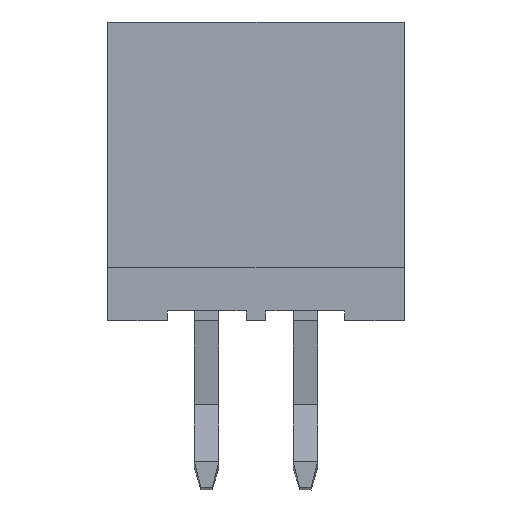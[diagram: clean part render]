
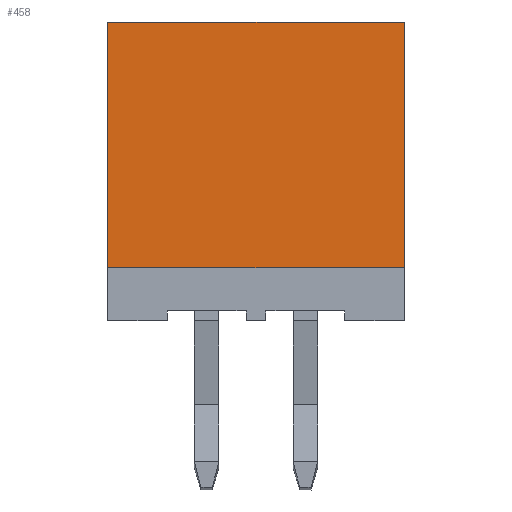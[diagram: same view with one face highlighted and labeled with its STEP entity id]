
A CAD part, front view. The second image highlights one B-rep face of the part: STEP entity #458.
In plain terms, the highlighted planar face has unit normal (0, -1, 0).
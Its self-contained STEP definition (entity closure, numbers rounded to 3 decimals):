
#64 = VERTEX_POINT('',#65);
#65 = CARTESIAN_POINT('',(-2.,-2.95,6.05));
#71 = EDGE_CURVE('',#64,#72,#74,.T.);
#72 = VERTEX_POINT('',#73);
#73 = CARTESIAN_POINT('',(4.,-2.95,6.05));
#74 = LINE('',#75,#76);
#75 = CARTESIAN_POINT('',(-2.,-2.95,6.05));
#76 = VECTOR('',#77,1.);
#77 = DIRECTION('',(1.,0.,0.));
#391 = VERTEX_POINT('',#392);
#392 = CARTESIAN_POINT('',(4.,-2.95,1.07));
#400 = EDGE_CURVE('',#391,#72,#401,.T.);
#401 = LINE('',#402,#403);
#402 = CARTESIAN_POINT('',(4.,-2.95,0.));
#403 = VECTOR('',#404,1.);
#404 = DIRECTION('',(0.,0.,1.));
#458 = ADVANCED_FACE('',(#459),#477,.F.);
#459 = FACE_BOUND('',#460,.F.);
#460 = EDGE_LOOP('',(#461,#469,#475,#476));
#461 = ORIENTED_EDGE('',*,*,#462,.F.);
#462 = EDGE_CURVE('',#463,#391,#465,.T.);
#463 = VERTEX_POINT('',#464);
#464 = CARTESIAN_POINT('',(-2.,-2.95,1.07));
#465 = LINE('',#466,#467);
#466 = CARTESIAN_POINT('',(-2.,-2.95,1.07));
#467 = VECTOR('',#468,1.);
#468 = DIRECTION('',(1.,0.,0.));
#469 = ORIENTED_EDGE('',*,*,#470,.T.);
#470 = EDGE_CURVE('',#463,#64,#471,.T.);
#471 = LINE('',#472,#473);
#472 = CARTESIAN_POINT('',(-2.,-2.95,0.));
#473 = VECTOR('',#474,1.);
#474 = DIRECTION('',(0.,0.,1.));
#475 = ORIENTED_EDGE('',*,*,#71,.T.);
#476 = ORIENTED_EDGE('',*,*,#400,.F.);
#477 = PLANE('',#478);
#478 = AXIS2_PLACEMENT_3D('',#479,#480,#481);
#479 = CARTESIAN_POINT('',(-2.,-2.95,0.));
#480 = DIRECTION('',(0.,1.,0.));
#481 = DIRECTION('',(1.,0.,0.));
